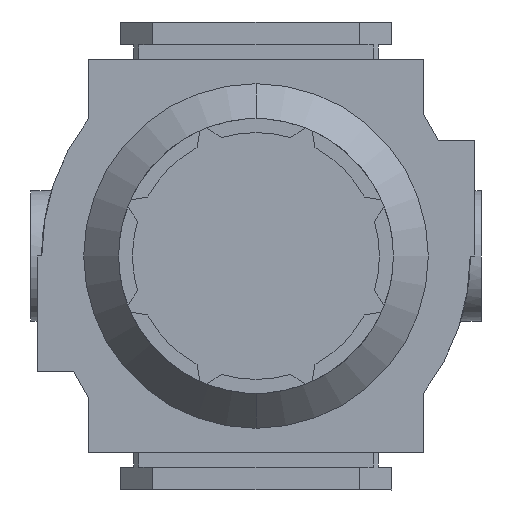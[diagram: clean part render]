
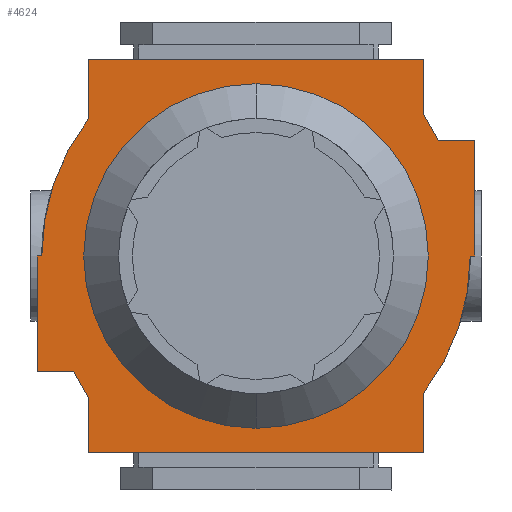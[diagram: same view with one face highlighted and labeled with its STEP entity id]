
A CAD part, front view. The second image highlights one B-rep face of the part: STEP entity #4624.
In plain terms, the highlighted face is planar.
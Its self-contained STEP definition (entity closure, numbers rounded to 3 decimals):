
#60 = DIRECTION ( 'NONE',  ( 0., -1., 0. ) ) ;
#78 = CARTESIAN_POINT ( 'NONE',  ( -12.4, 34.95, -22.3 ) ) ;
#186 = ORIENTED_EDGE ( 'NONE', *, *, #1314, .F. ) ;
#190 = VERTEX_POINT ( 'NONE', #6204 ) ;
#209 = EDGE_CURVE ( 'NONE', #9526, #2954, #4736, .T. ) ;
#301 = CARTESIAN_POINT ( 'NONE',  ( -12.4, 34.95, -18.4 ) ) ;
#405 = VERTEX_POINT ( 'NONE', #3608 ) ;
#426 = FACE_BOUND ( 'NONE', #4246, .T. ) ;
#497 = EDGE_CURVE ( 'NONE', #10466, #8526, #5659, .T. ) ;
#549 = CARTESIAN_POINT ( 'NONE',  ( -18.5, 34.95, 1.2 ) ) ;
#550 = VECTOR ( 'NONE', #6069, 1000. ) ;
#580 = CARTESIAN_POINT ( 'NONE',  ( 0., 34.95, 0. ) ) ;
#640 = CARTESIAN_POINT ( 'NONE',  ( -14.731, 34.95, 19.2 ) ) ;
#757 = CARTESIAN_POINT ( 'NONE',  ( -15.2, 34.95, -16.8 ) ) ;
#761 = ORIENTED_EDGE ( 'NONE', *, *, #10140, .F. ) ;
#810 = DIRECTION ( 'NONE',  ( 0., 0., 1. ) ) ;
#909 = EDGE_CURVE ( 'NONE', #9548, #10466, #9873, .T. ) ;
#916 = ORIENTED_EDGE ( 'NONE', *, *, #10529, .F. ) ;
#1051 = CARTESIAN_POINT ( 'NONE',  ( 21.125, 34.95, -16.8 ) ) ;
#1314 = EDGE_CURVE ( 'NONE', #4653, #1458, #1448, .T. ) ;
#1350 = VECTOR ( 'NONE', #6005, 1000. ) ;
#1354 = VECTOR ( 'NONE', #9955, 1000. ) ;
#1448 = LINE ( 'NONE', #757, #6151 ) ;
#1458 = VERTEX_POINT ( 'NONE', #301 ) ;
#1476 = EDGE_CURVE ( 'NONE', #5514, #4653, #3569, .T. ) ;
#1563 = EDGE_CURVE ( 'NONE', #9083, #6558, #6802, .T. ) ;
#1596 = VERTEX_POINT ( 'NONE', #4782 ) ;
#1662 = CARTESIAN_POINT ( 'NONE',  ( -12.4, 34.95, -18.4 ) ) ;
#1734 = CARTESIAN_POINT ( 'NONE',  ( 0., 34.95, 2.4 ) ) ;
#1822 = VERTEX_POINT ( 'NONE', #10184 ) ;
#1830 = DIRECTION ( 'NONE',  ( 0.609, 0., -0.793 ) ) ;
#1877 = DIRECTION ( 'NONE',  ( 0., -1., 0. ) ) ;
#1923 = CARTESIAN_POINT ( 'NONE',  ( 0., 34.95, -22.3 ) ) ;
#2141 = DIRECTION ( 'NONE',  ( 0., 0., -1. ) ) ;
#2186 = DIRECTION ( 'NONE',  ( 0.868, 0., -0.496 ) ) ;
#2238 = ORIENTED_EDGE ( 'NONE', *, *, #7901, .F. ) ;
#2478 = CARTESIAN_POINT ( 'NONE',  ( 0., 34.95, 1.2 ) ) ;
#2494 = DIRECTION ( 'NONE',  ( -0.868, 0., 0.496 ) ) ;
#2597 = EDGE_CURVE ( 'NONE', #6708, #9548, #4170, .T. ) ;
#2789 = CARTESIAN_POINT ( 'NONE',  ( 14.731, 34.95, -16.8 ) ) ;
#2892 = ORIENTED_EDGE ( 'NONE', *, *, #4987, .F. ) ;
#2954 = VERTEX_POINT ( 'NONE', #3391 ) ;
#2987 = VECTOR ( 'NONE', #6498, 1000. ) ;
#3077 = AXIS2_PLACEMENT_3D ( 'NONE', #2478, #7201, #810 ) ;
#3231 = LINE ( 'NONE', #78, #4534 ) ;
#3243 = CARTESIAN_POINT ( 'NONE',  ( 21.125, 34.95, 19.2 ) ) ;
#3313 = ORIENTED_EDGE ( 'NONE', *, *, #1476, .F. ) ;
#3336 = VECTOR ( 'NONE', #2494, 1000. ) ;
#3391 = CARTESIAN_POINT ( 'NONE',  ( 18.5, 34.95, 1.2 ) ) ;
#3512 = ORIENTED_EDGE ( 'NONE', *, *, #4801, .T. ) ;
#3556 = CIRCLE ( 'NONE', #3906, 24.2 ) ;
#3564 = CIRCLE ( 'NONE', #7875, 24.2 ) ;
#3569 = LINE ( 'NONE', #8572, #1350 ) ;
#3608 = CARTESIAN_POINT ( 'NONE',  ( 0., 34.95, 24.7 ) ) ;
#3668 = ORIENTED_EDGE ( 'NONE', *, *, #909, .F. ) ;
#3683 = EDGE_CURVE ( 'NONE', #1596, #6708, #7687, .T. ) ;
#3698 = LINE ( 'NONE', #8531, #4149 ) ;
#3740 = ORIENTED_EDGE ( 'NONE', *, *, #209, .T. ) ;
#3746 = EDGE_CURVE ( 'NONE', #5856, #5514, #3698, .T. ) ;
#3767 = EDGE_LOOP ( 'NONE', ( #761, #916, #9841, #2238, #4227, #3668, #5478, #8692, #6356, #5050, #4588, #2892, #186, #3313, #9724, #6613 ) ) ;
#3806 = LINE ( 'NONE', #640, #5821 ) ;
#3906 = AXIS2_PLACEMENT_3D ( 'NONE', #580, #6317, #6100 ) ;
#4121 = CIRCLE ( 'NONE', #9971, 18.5 ) ;
#4149 = VECTOR ( 'NONE', #2141, 1000. ) ;
#4170 = LINE ( 'NONE', #1051, #8239 ) ;
#4227 = ORIENTED_EDGE ( 'NONE', *, *, #497, .F. ) ;
#4246 = EDGE_LOOP ( 'NONE', ( #3740, #3512 ) ) ;
#4268 = CARTESIAN_POINT ( 'NONE',  ( 0., 34.95, -21.8 ) ) ;
#4352 = VERTEX_POINT ( 'NONE', #7979 ) ;
#4478 = EDGE_CURVE ( 'NONE', #4584, #405, #8341, .T. ) ;
#4534 = VECTOR ( 'NONE', #4923, 1000. ) ;
#4578 = CARTESIAN_POINT ( 'NONE',  ( 12.4, 34.95, 20.8 ) ) ;
#4584 = VERTEX_POINT ( 'NONE', #10378 ) ;
#4588 = ORIENTED_EDGE ( 'NONE', *, *, #7657, .F. ) ;
#4602 = DIRECTION ( 'NONE',  ( 0., -1., 0. ) ) ;
#4624 = ADVANCED_FACE ( 'NONE', ( #426, #10260 ), #6281, .T. ) ;
#4640 = CARTESIAN_POINT ( 'NONE',  ( 21.125, 34.95, 19.2 ) ) ;
#4653 = VERTEX_POINT ( 'NONE', #5595 ) ;
#4736 = CIRCLE ( 'NONE', #5402, 18.5 ) ;
#4782 = CARTESIAN_POINT ( 'NONE',  ( 14.731, 34.95, -16.8 ) ) ;
#4801 = EDGE_CURVE ( 'NONE', #2954, #9526, #4121, .T. ) ;
#4923 = DIRECTION ( 'NONE',  ( 1., 0., 0. ) ) ;
#4943 = DIRECTION ( 'NONE',  ( 0., 0., -1. ) ) ;
#4987 = EDGE_CURVE ( 'NONE', #1458, #190, #6490, .T. ) ;
#5050 = ORIENTED_EDGE ( 'NONE', *, *, #1563, .F. ) ;
#5160 = DIRECTION ( 'NONE',  ( -1., 0., 0. ) ) ;
#5306 = DIRECTION ( 'NONE',  ( 0., 0., 1. ) ) ;
#5402 = AXIS2_PLACEMENT_3D ( 'NONE', #7997, #4602, #7884 ) ;
#5473 = VECTOR ( 'NONE', #6329, 1000. ) ;
#5477 = CARTESIAN_POINT ( 'NONE',  ( 0., 34.95, 24.7 ) ) ;
#5478 = ORIENTED_EDGE ( 'NONE', *, *, #2597, .F. ) ;
#5514 = VERTEX_POINT ( 'NONE', #10001 ) ;
#5595 = CARTESIAN_POINT ( 'NONE',  ( -15.2, 34.95, -16.8 ) ) ;
#5659 = LINE ( 'NONE', #6410, #3336 ) ;
#5696 = LINE ( 'NONE', #5477, #5473 ) ;
#5821 = VECTOR ( 'NONE', #8748, 1000. ) ;
#5856 = VERTEX_POINT ( 'NONE', #9056 ) ;
#6005 = DIRECTION ( 'NONE',  ( 1., 0., 0. ) ) ;
#6069 = DIRECTION ( 'NONE',  ( 1., 0., 0. ) ) ;
#6100 = DIRECTION ( 'NONE',  ( -0.609, 0., 0.793 ) ) ;
#6136 = CARTESIAN_POINT ( 'NONE',  ( 0., 34.95, -22.3 ) ) ;
#6151 = VECTOR ( 'NONE', #2186, 1000. ) ;
#6204 = CARTESIAN_POINT ( 'NONE',  ( -12.4, 34.95, -22.3 ) ) ;
#6218 = CARTESIAN_POINT ( 'NONE',  ( 15.2, 34.95, 19.2 ) ) ;
#6281 = PLANE ( 'NONE',  #3077 ) ;
#6317 = DIRECTION ( 'NONE',  ( 0., -1., 0. ) ) ;
#6329 = DIRECTION ( 'NONE',  ( 0., 0., -1. ) ) ;
#6337 = VECTOR ( 'NONE', #5306, 1000. ) ;
#6356 = ORIENTED_EDGE ( 'NONE', *, *, #10368, .F. ) ;
#6410 = CARTESIAN_POINT ( 'NONE',  ( 15.2, 34.95, 19.2 ) ) ;
#6447 = LINE ( 'NONE', #4578, #2987 ) ;
#6490 = LINE ( 'NONE', #1662, #7222 ) ;
#6498 = DIRECTION ( 'NONE',  ( 0., 0., 1. ) ) ;
#6558 = VERTEX_POINT ( 'NONE', #4268 ) ;
#6613 = ORIENTED_EDGE ( 'NONE', *, *, #9868, .F. ) ;
#6708 = VERTEX_POINT ( 'NONE', #8502 ) ;
#6802 = LINE ( 'NONE', #1923, #6337 ) ;
#7201 = DIRECTION ( 'NONE',  ( 0., 1., 0. ) ) ;
#7222 = VECTOR ( 'NONE', #4943, 1000. ) ;
#7460 = DIRECTION ( 'NONE',  ( 0., 0., 1. ) ) ;
#7657 = EDGE_CURVE ( 'NONE', #190, #9083, #3231, .T. ) ;
#7687 = LINE ( 'NONE', #2789, #550 ) ;
#7875 = AXIS2_PLACEMENT_3D ( 'NONE', #1734, #60, #1830 ) ;
#7884 = DIRECTION ( 'NONE',  ( -1., 0., 0. ) ) ;
#7901 = EDGE_CURVE ( 'NONE', #8526, #4584, #6447, .T. ) ;
#7979 = CARTESIAN_POINT ( 'NONE',  ( -14.731, 34.95, 19.2 ) ) ;
#7997 = CARTESIAN_POINT ( 'NONE',  ( 0., 34.95, 1.2 ) ) ;
#8200 = CARTESIAN_POINT ( 'NONE',  ( 12.4, 34.95, 20.8 ) ) ;
#8239 = VECTOR ( 'NONE', #7460, 1000. ) ;
#8341 = LINE ( 'NONE', #9211, #1354 ) ;
#8502 = CARTESIAN_POINT ( 'NONE',  ( 21.125, 34.95, -16.8 ) ) ;
#8526 = VERTEX_POINT ( 'NONE', #8200 ) ;
#8531 = CARTESIAN_POINT ( 'NONE',  ( -21.125, 34.95, 19.2 ) ) ;
#8572 = CARTESIAN_POINT ( 'NONE',  ( -21.125, 34.95, -16.8 ) ) ;
#8692 = ORIENTED_EDGE ( 'NONE', *, *, #3683, .F. ) ;
#8748 = DIRECTION ( 'NONE',  ( -1., 0., 0. ) ) ;
#9056 = CARTESIAN_POINT ( 'NONE',  ( -21.125, 34.95, 19.2 ) ) ;
#9083 = VERTEX_POINT ( 'NONE', #6136 ) ;
#9185 = VECTOR ( 'NONE', #9823, 1000. ) ;
#9211 = CARTESIAN_POINT ( 'NONE',  ( 12.4, 34.95, 24.7 ) ) ;
#9526 = VERTEX_POINT ( 'NONE', #549 ) ;
#9548 = VERTEX_POINT ( 'NONE', #4640 ) ;
#9724 = ORIENTED_EDGE ( 'NONE', *, *, #3746, .F. ) ;
#9823 = DIRECTION ( 'NONE',  ( -1., 0., 0. ) ) ;
#9841 = ORIENTED_EDGE ( 'NONE', *, *, #4478, .F. ) ;
#9868 = EDGE_CURVE ( 'NONE', #4352, #5856, #3806, .T. ) ;
#9873 = LINE ( 'NONE', #3243, #9185 ) ;
#9940 = CARTESIAN_POINT ( 'NONE',  ( 0., 34.95, 1.2 ) ) ;
#9955 = DIRECTION ( 'NONE',  ( -1., 0., 0. ) ) ;
#9971 = AXIS2_PLACEMENT_3D ( 'NONE', #9940, #1877, #5160 ) ;
#10001 = CARTESIAN_POINT ( 'NONE',  ( -21.125, 34.95, -16.8 ) ) ;
#10140 = EDGE_CURVE ( 'NONE', #1822, #4352, #3556, .T. ) ;
#10184 = CARTESIAN_POINT ( 'NONE',  ( 0., 34.95, 24.2 ) ) ;
#10260 = FACE_OUTER_BOUND ( 'NONE', #3767, .T. ) ;
#10368 = EDGE_CURVE ( 'NONE', #6558, #1596, #3564, .T. ) ;
#10378 = CARTESIAN_POINT ( 'NONE',  ( 12.4, 34.95, 24.7 ) ) ;
#10466 = VERTEX_POINT ( 'NONE', #6218 ) ;
#10529 = EDGE_CURVE ( 'NONE', #405, #1822, #5696, .T. ) ;
